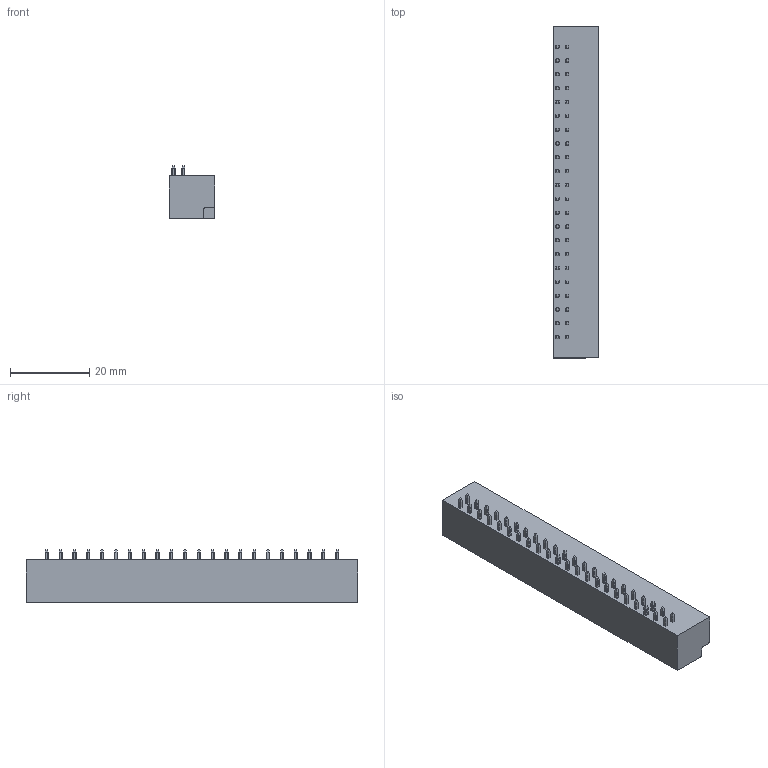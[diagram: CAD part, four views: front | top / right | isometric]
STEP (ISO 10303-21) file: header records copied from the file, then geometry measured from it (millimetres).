
FILE_DESCRIPTION((''),'2;1');
FILE_NAME('1111','2024-11-16T08:14:16',('tluser'),(''),'CREO PARAMETRIC BY PTC INC, 2018100','CREO PARAMETRIC BY PTC INC, 2018100','');
FILE_SCHEMA(('CONFIG_CONTROL_DESIGN'));
Products named in the file (1): 1111
Bounding box: 11.6 x 84 x 13.4 mm (x, y, z)
Volume: 7459.1 mm3; surface area: 7408.1 mm2
Topology: 1 solids, 1 shells, 1933 faces, 5514 edges, 3676 vertices
Faces by surface type: plane 1249, cylinder 530, extrusion 154
Entity records: 64006 total; most frequent: CARTESIAN_POINT 14469, ORIENTED_EDGE 11028, DIRECTION 9142, EDGE_CURVE 5514, VECTOR 3948, LINE 3794, VERTEX_POINT 3676, AXIS2_PLACEMENT_3D 2597
